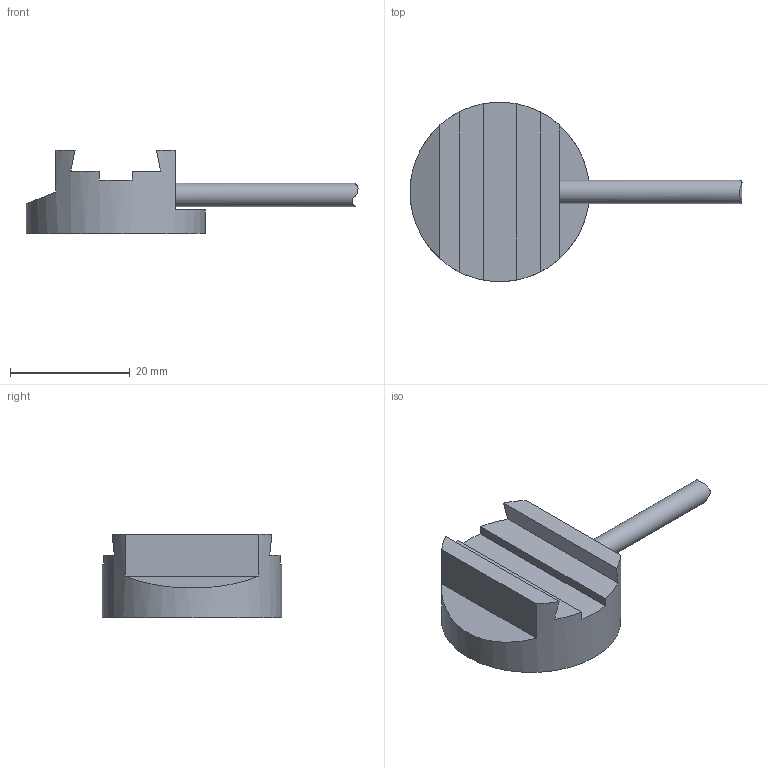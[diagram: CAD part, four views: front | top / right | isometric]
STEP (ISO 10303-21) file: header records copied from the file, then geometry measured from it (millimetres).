
FILE_DESCRIPTION(/* description */ (''),/* implementation_level */ '2;1');
FILE_NAME(/* name */ 'KA1147_Shrinkwrap_1.stp',/* time_stamp */ '2021-08-19T14:25:01+02:00',/* author */ ('Krieger Anja'),/* organization */ (''),/* preprocessor_version */ 'ST-DEVELOPER v18.1',/* originating_system */ 'Autodesk Inventor 2021',/* authorisation */ '');
FILE_SCHEMA (('AUTOMOTIVE_DESIGN { 1 0 10303 214 3 1 1 }'));
Length unit declared in the file: millimetre
Products named in the file (1): KA1147_Shrinkwrap_1
Bounding box: 55.5 x 30 x 14 mm (x, y, z)
Volume: 7067.1 mm3; surface area: 3365.5 mm2
Topology: 2 solids, 2 shells, 21 faces, 51 edges, 35 vertices
Faces by surface type: plane 16, cylinder 5
Full cylindrical faces by diameter (mm): 3.9 x2, 30 x1
Entity records: 772 total; most frequent: CARTESIAN_POINT 168, DIRECTION 114, ORIENTED_EDGE 102, EDGE_CURVE 51, AXIS2_PLACEMENT_3D 45, VERTEX_POINT 35, LINE 24, VECTOR 24
